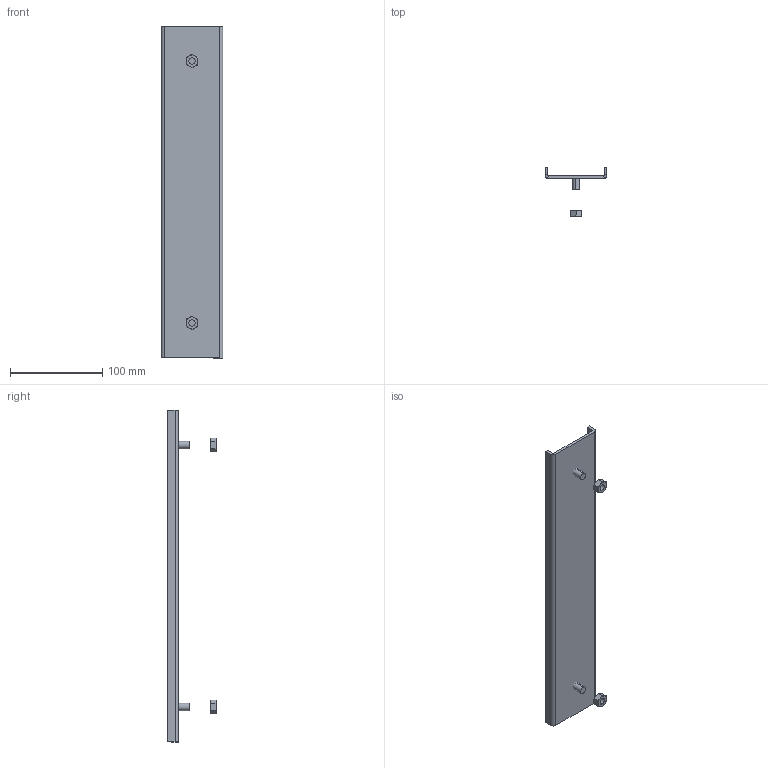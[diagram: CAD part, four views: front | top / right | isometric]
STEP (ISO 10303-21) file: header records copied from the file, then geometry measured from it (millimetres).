
FILE_DESCRIPTION (( 'STEP AP214' ), '1' );
FILE_NAME ('7216415.stp', '2017-05-18T10:56:26', ( '' ), ( '' ), 'SwSTEP 2.0', 'SolidWorks 2016', '' );
FILE_SCHEMA (( 'AUTOMOTIVE_DESIGN' ));
Length unit declared in the file: millimetre
Products named in the file (4): 35010053_Standard; P_39409405_1_Standard; 039620T1_F〉 Kanal 100250; 7216415
Assembly tree (5 placements, depth 2):
  7216415
    039620T1_F〉 Kanal 100250
    P_39409405_1_Standard  x2
    35010053_Standard  x2
Bounding box: 67 x 53.6 x 360 mm (x, y, z)
Volume: 92860.9 mm3; surface area: 64906.8 mm2
Topology: 5 solids, 5 shells, 80 faces, 164 edges, 96 vertices
Faces by surface type: plane 40, bspline 24, cylinder 16
Entity records: 1876 total; most frequent: CARTESIAN_POINT 451, ORIENTED_EDGE 208, DIRECTION 206, EDGE_CURVE 104, AXIS2_PLACEMENT_3D 79, VERTEX_POINT 60, EDGE_LOOP 54, FACE_OUTER_BOUND 51
